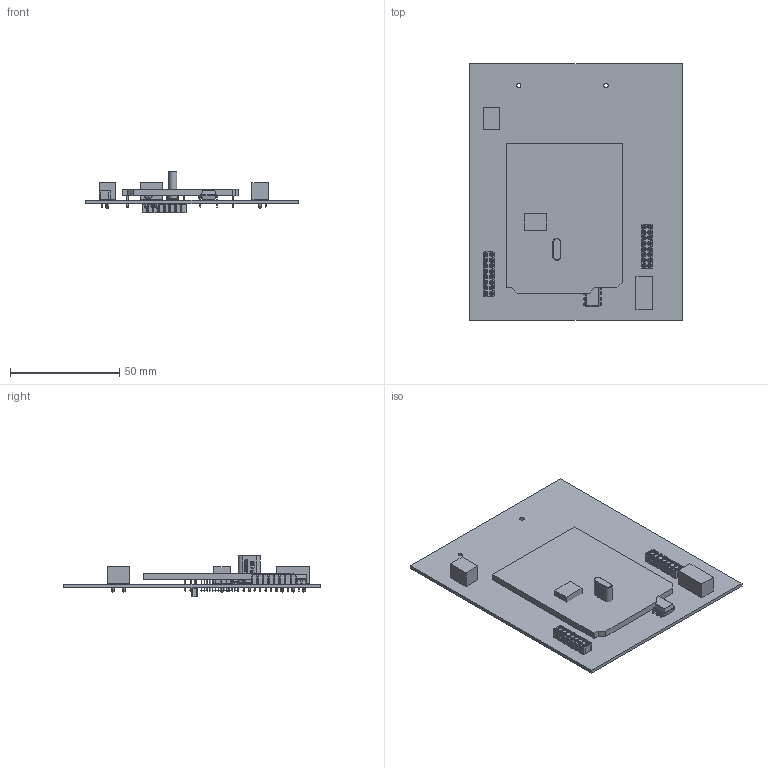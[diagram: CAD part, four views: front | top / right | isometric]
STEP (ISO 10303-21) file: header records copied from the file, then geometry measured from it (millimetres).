
FILE_DESCRIPTION(('PCB Model'),'2;1');
FILE_NAME('Quanser_Shield.STEP','2019-06-13T21:56:15',('Luciano Zancan'),( 'Unspecified'),'Open CASCADE STEP processor 6.8','Proteus','Unknown' );
FILE_SCHEMA(('CONFIG_CONTROL_DESIGN','SHAPE_APPEARANCE_LAYER_MIM'));
Length unit declared in the file: millimetre
Products named in the file (74): Open CASCADE STEP translator 6.8 3; Layer_1; ARDUINO; Open CASCADE STEP translator 6.8 3.2.1; Body_1; Pin_1; Pin_2; Pin_3; Pin_4; Pin_5; Pin_6; Pin_7; Pin_8; Pin_9; Pin_10; Pin_11; Pin_12; Pin_13; Pin_14; Pin_15; Pin_16; Pin_17; Pin_18; Pin_19; Pin_20; Pin_21; Pin_22; Pin_23; Pin_24; Pin_25; Pin_26; Pin_27; Pin_28; Pin_29; Pin_30; Pin_31; Pin_32; S1; Open CASCADE STEP translator 6.8 3.3.1; H1 ...
Assembly tree (76 placements, depth 4):
  Open CASCADE STEP translator 6.8 3
    Layer_1
    ARDUINO
      Open CASCADE STEP translator 6.8 3.2.1
        Body_1
        Pin_1
        Pin_2
        Pin_3
        Pin_4
        Pin_5
        Pin_6
        Pin_7
        Pin_8
        Pin_9
        Pin_10
        Pin_11
        Pin_12
        Pin_13
        Pin_14
        Pin_15
        Pin_16
        Pin_17
        Pin_18
        Pin_19
        Pin_20
        Pin_21
        Pin_22
        Pin_23
        Pin_24
        Pin_25
        Pin_26
        Pin_27
        Pin_28
        Pin_29
        Pin_30
        Pin_31
        Pin_32
    S1
      Open CASCADE STEP translator 6.8 3.3.1
        Body_1
    H1
      Open CASCADE STEP translator 6.8 3.4.1
        Body_1
        Pin_1
        Pin_2
        Pin_3
    J2
      Open CASCADE STEP translator 6.8 3.5.1
        Body_1
        Pin_1
        Pin_2
    D2
      Open CASCADE STEP translator 6.8 3.6.1
        Body_1
    C4
      Open CASCADE STEP translator 6.8 3.7.1
        Body_1
        Pin_1
        Pin_2
    C5
Bounding box: 97.5 x 117.5 x 18.95 mm (x, y, z)
Volume: 32602.2 mm3; surface area: 37413.3 mm2
Topology: 58 solids, 58 shells, 2564 faces, 6355 edges, 3741 vertices
Faces by surface type: cone 800, cylinder 753, plane 661, sphere 220, torus 104, bspline 24, extrusion 2
Entity records: 71748 total; most frequent: CARTESIAN_POINT 11707, DIRECTION 9824, ORIENTED_EDGE 8862, EDGE_CURVE 4431, AXIS2_PLACEMENT_3D 3839, VERTEX_POINT 2791, FACE_BOUND 2204, EDGE_LOOP 2204
